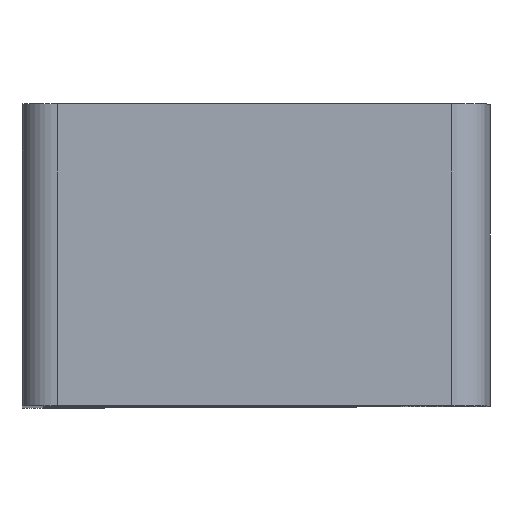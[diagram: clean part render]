
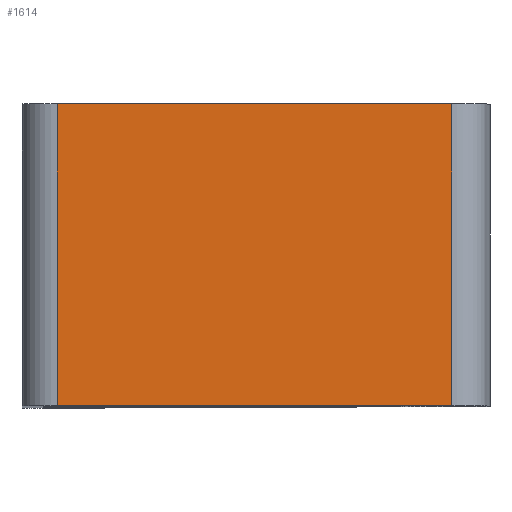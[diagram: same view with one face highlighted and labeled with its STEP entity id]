
A CAD part, top view. The second image highlights one B-rep face of the part: STEP entity #1614.
In plain terms, the highlighted planar face has unit normal (0, 0, 1).
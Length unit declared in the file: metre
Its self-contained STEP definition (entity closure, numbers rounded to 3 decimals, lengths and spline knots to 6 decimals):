
#489=ORIENTED_EDGE('',*,*,#620,.T.);
#490=ORIENTED_EDGE('',*,*,#757,.T.);
#491=ORIENTED_EDGE('',*,*,#691,.F.);
#492=ORIENTED_EDGE('',*,*,#758,.T.);
#620=EDGE_CURVE('',#845,#844,#971,.T.);
#691=EDGE_CURVE('',#914,#915,#1019,.T.);
#757=EDGE_CURVE('',#844,#915,#1080,.F.);
#758=EDGE_CURVE('',#914,#845,#1081,.F.);
#844=VERTEX_POINT('',#2367);
#845=VERTEX_POINT('',#2369);
#914=VERTEX_POINT('',#2509);
#915=VERTEX_POINT('',#2511);
#971=LINE('',#2368,#1142);
#1019=LINE('',#2510,#1190);
#1080=LINE('',#2642,#1251);
#1081=LINE('',#2643,#1252);
#1142=VECTOR('',#1883,1.);
#1190=VECTOR('',#1979,1.);
#1251=VECTOR('',#2172,1.);
#1252=VECTOR('',#2173,1.);
#1363=EDGE_LOOP('',(#489,#490,#491,#492));
#1482=FACE_BOUND('',#1363,.T.);
#1547=PLANE('',#1759);
#1614=ADVANCED_FACE('',(#1482),#1547,.T.);
#1759=AXIS2_PLACEMENT_3D('',#2641,#2170,#2171);
#1883=DIRECTION('',(1.,0.,0.));
#1979=DIRECTION('',(1.,0.,0.));
#2170=DIRECTION('',(0.,0.,1.));
#2171=DIRECTION('',(1.,0.,0.));
#2172=DIRECTION('',(0.,-1.,0.));
#2173=DIRECTION('',(0.,1.,0.));
#2367=CARTESIAN_POINT('',(0.036724,-0.0258,0.));
#2368=CARTESIAN_POINT('',(0.019929,-0.0258,0.));
#2369=CARTESIAN_POINT('',(0.003,-0.0258,0.));
#2509=CARTESIAN_POINT('',(0.003,0.,0.));
#2510=CARTESIAN_POINT('',(0.019929,0.,0.));
#2511=CARTESIAN_POINT('',(0.036724,0.,0.));
#2641=CARTESIAN_POINT('',(0.019929,-0.0258,0.));
#2642=CARTESIAN_POINT('',(0.036724,0.,0.));
#2643=CARTESIAN_POINT('',(0.003,-0.0258,0.));
